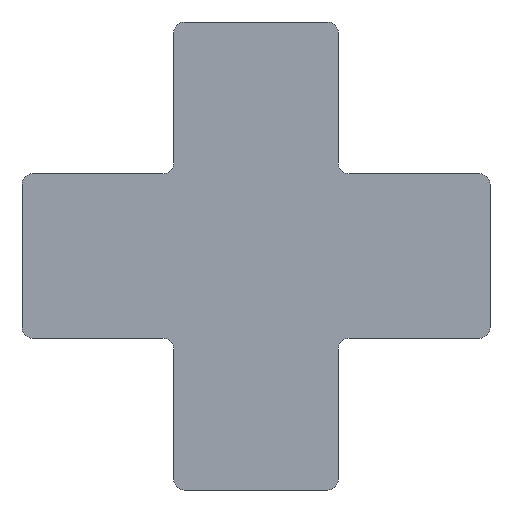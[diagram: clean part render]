
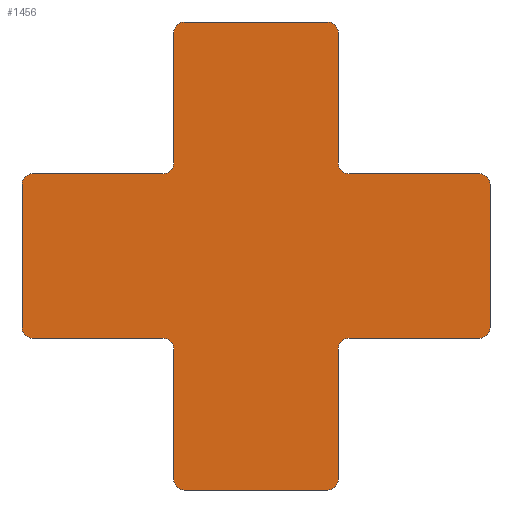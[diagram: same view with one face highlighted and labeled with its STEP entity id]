
A CAD part, front view. The second image highlights one B-rep face of the part: STEP entity #1456.
In plain terms, the highlighted planar face has unit normal (0, -1, 0).
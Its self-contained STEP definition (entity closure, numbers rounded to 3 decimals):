
#33=CIRCLE('',#1481,0.5);
#34=CIRCLE('',#1484,0.5);
#54=CIRCLE('',#1507,0.5);
#55=CIRCLE('',#1510,0.5);
#56=CIRCLE('',#1513,0.5);
#57=CIRCLE('',#1516,0.5);
#58=CIRCLE('',#1519,0.5);
#59=CIRCLE('',#1522,0.5);
#60=CIRCLE('',#1525,0.5);
#61=CIRCLE('',#1528,0.5);
#62=CIRCLE('',#1531,0.5);
#63=CIRCLE('',#1534,0.5);
#206=FACE_OUTER_BOUND('',#294,.T.);
#294=EDGE_LOOP('',(#1295,#1296,#1297,#1298,#1299,#1300,#1301,#1302,#1303,
#1304,#1305,#1306,#1307,#1308,#1309,#1310,#1311,#1312,#1313,#1314,#1315,
#1316,#1317,#1318));
#339=LINE('',#2149,#479);
#343=LINE('',#2161,#483);
#368=LINE('',#2249,#508);
#371=LINE('',#2257,#511);
#374=LINE('',#2265,#514);
#377=LINE('',#2273,#517);
#380=LINE('',#2281,#520);
#383=LINE('',#2289,#523);
#386=LINE('',#2297,#526);
#389=LINE('',#2305,#529);
#392=LINE('',#2314,#532);
#438=LINE('',#2476,#578);
#479=VECTOR('',#1696,6.);
#483=VECTOR('',#1708,6.6);
#508=VECTOR('',#1777,6.);
#511=VECTOR('',#1786,6.);
#514=VECTOR('',#1795,6.6);
#517=VECTOR('',#1804,6.);
#520=VECTOR('',#1813,6.);
#523=VECTOR('',#1822,6.6);
#526=VECTOR('',#1831,6.);
#529=VECTOR('',#1840,6.);
#532=VECTOR('',#1849,6.6);
#578=VECTOR('',#2047,6.);
#605=VERTEX_POINT('',#2139);
#606=VERTEX_POINT('',#2141);
#608=VERTEX_POINT('',#2147);
#609=VERTEX_POINT('',#2151);
#612=VERTEX_POINT('',#2159);
#652=VERTEX_POINT('',#2243);
#653=VERTEX_POINT('',#2247);
#654=VERTEX_POINT('',#2251);
#655=VERTEX_POINT('',#2255);
#656=VERTEX_POINT('',#2259);
#657=VERTEX_POINT('',#2263);
#658=VERTEX_POINT('',#2267);
#659=VERTEX_POINT('',#2271);
#660=VERTEX_POINT('',#2275);
#661=VERTEX_POINT('',#2279);
#662=VERTEX_POINT('',#2283);
#663=VERTEX_POINT('',#2287);
#664=VERTEX_POINT('',#2291);
#665=VERTEX_POINT('',#2295);
#666=VERTEX_POINT('',#2299);
#667=VERTEX_POINT('',#2303);
#668=VERTEX_POINT('',#2307);
#669=VERTEX_POINT('',#2308);
#670=VERTEX_POINT('',#2313);
#749=EDGE_CURVE('',#605,#606,#33,.T.);
#753=EDGE_CURVE('',#605,#608,#339,.T.);
#754=EDGE_CURVE('',#609,#608,#34,.T.);
#759=EDGE_CURVE('',#609,#612,#343,.T.);
#800=EDGE_CURVE('',#652,#612,#54,.T.);
#803=EDGE_CURVE('',#652,#653,#368,.T.);
#805=EDGE_CURVE('',#654,#653,#55,.T.);
#807=EDGE_CURVE('',#654,#655,#371,.T.);
#808=EDGE_CURVE('',#656,#655,#56,.T.);
#811=EDGE_CURVE('',#656,#657,#374,.T.);
#812=EDGE_CURVE('',#658,#657,#57,.T.);
#815=EDGE_CURVE('',#658,#659,#377,.T.);
#817=EDGE_CURVE('',#660,#659,#58,.T.);
#819=EDGE_CURVE('',#660,#661,#380,.T.);
#820=EDGE_CURVE('',#662,#661,#59,.T.);
#823=EDGE_CURVE('',#662,#663,#383,.T.);
#824=EDGE_CURVE('',#664,#663,#60,.T.);
#827=EDGE_CURVE('',#664,#665,#386,.T.);
#829=EDGE_CURVE('',#666,#665,#61,.T.);
#831=EDGE_CURVE('',#666,#667,#389,.T.);
#832=EDGE_CURVE('',#668,#669,#62,.T.);
#835=EDGE_CURVE('',#670,#669,#392,.T.);
#837=EDGE_CURVE('',#670,#667,#63,.T.);
#918=EDGE_CURVE('',#668,#606,#438,.T.);
#1295=ORIENTED_EDGE('',*,*,#754,.F.);
#1296=ORIENTED_EDGE('',*,*,#759,.T.);
#1297=ORIENTED_EDGE('',*,*,#800,.F.);
#1298=ORIENTED_EDGE('',*,*,#803,.T.);
#1299=ORIENTED_EDGE('',*,*,#805,.F.);
#1300=ORIENTED_EDGE('',*,*,#807,.T.);
#1301=ORIENTED_EDGE('',*,*,#808,.F.);
#1302=ORIENTED_EDGE('',*,*,#811,.T.);
#1303=ORIENTED_EDGE('',*,*,#812,.F.);
#1304=ORIENTED_EDGE('',*,*,#815,.T.);
#1305=ORIENTED_EDGE('',*,*,#817,.F.);
#1306=ORIENTED_EDGE('',*,*,#819,.T.);
#1307=ORIENTED_EDGE('',*,*,#820,.F.);
#1308=ORIENTED_EDGE('',*,*,#823,.T.);
#1309=ORIENTED_EDGE('',*,*,#824,.F.);
#1310=ORIENTED_EDGE('',*,*,#827,.T.);
#1311=ORIENTED_EDGE('',*,*,#829,.F.);
#1312=ORIENTED_EDGE('',*,*,#831,.T.);
#1313=ORIENTED_EDGE('',*,*,#837,.F.);
#1314=ORIENTED_EDGE('',*,*,#835,.T.);
#1315=ORIENTED_EDGE('',*,*,#832,.F.);
#1316=ORIENTED_EDGE('',*,*,#918,.T.);
#1317=ORIENTED_EDGE('',*,*,#749,.F.);
#1318=ORIENTED_EDGE('',*,*,#753,.T.);
#1373=PLANE('',#1609);
#1456=ADVANCED_FACE('',(#206),#1373,.T.);
#1481=AXIS2_PLACEMENT_3D('',#2142,#1689,#1690);
#1484=AXIS2_PLACEMENT_3D('',#2152,#1699,#1700);
#1507=AXIS2_PLACEMENT_3D('',#2244,#1771,#1772);
#1510=AXIS2_PLACEMENT_3D('',#2253,#1781,#1782);
#1513=AXIS2_PLACEMENT_3D('',#2260,#1789,#1790);
#1516=AXIS2_PLACEMENT_3D('',#2268,#1798,#1799);
#1519=AXIS2_PLACEMENT_3D('',#2277,#1808,#1809);
#1522=AXIS2_PLACEMENT_3D('',#2284,#1816,#1817);
#1525=AXIS2_PLACEMENT_3D('',#2292,#1825,#1826);
#1528=AXIS2_PLACEMENT_3D('',#2301,#1835,#1836);
#1531=AXIS2_PLACEMENT_3D('',#2309,#1843,#1844);
#1534=AXIS2_PLACEMENT_3D('',#2317,#1853,#1854);
#1609=AXIS2_PLACEMENT_3D('',#2477,#2048,#2049);
#1689=DIRECTION('center_axis',(0.,-1.,0.));
#1690=DIRECTION('ref_axis',(-0.707,0.,-0.707));
#1696=DIRECTION('',(0.,0.,1.));
#1699=DIRECTION('center_axis',(0.,1.,0.));
#1700=DIRECTION('ref_axis',(0.707,0.,0.707));
#1708=DIRECTION('',(-1.,0.,0.));
#1771=DIRECTION('center_axis',(0.,1.,0.));
#1772=DIRECTION('ref_axis',(-0.707,0.,0.707));
#1777=DIRECTION('',(0.,0.,-1.));
#1781=DIRECTION('center_axis',(0.,-1.,0.));
#1782=DIRECTION('ref_axis',(0.707,0.,-0.707));
#1786=DIRECTION('',(-1.,0.,0.));
#1789=DIRECTION('center_axis',(0.,1.,0.));
#1790=DIRECTION('ref_axis',(-0.707,0.,0.707));
#1795=DIRECTION('',(0.,0.,-1.));
#1798=DIRECTION('center_axis',(0.,1.,0.));
#1799=DIRECTION('ref_axis',(-0.707,0.,-0.707));
#1804=DIRECTION('',(1.,0.,0.));
#1808=DIRECTION('center_axis',(0.,-1.,0.));
#1809=DIRECTION('ref_axis',(0.707,0.,0.707));
#1813=DIRECTION('',(0.,0.,-1.));
#1816=DIRECTION('center_axis',(0.,1.,0.));
#1817=DIRECTION('ref_axis',(-0.707,0.,-0.707));
#1822=DIRECTION('',(1.,0.,0.));
#1825=DIRECTION('center_axis',(0.,1.,0.));
#1826=DIRECTION('ref_axis',(0.707,0.,-0.707));
#1831=DIRECTION('',(0.,0.,1.));
#1835=DIRECTION('center_axis',(0.,-1.,0.));
#1836=DIRECTION('ref_axis',(-0.707,0.,0.707));
#1840=DIRECTION('',(1.,0.,0.));
#1843=DIRECTION('center_axis',(0.,1.,0.));
#1844=DIRECTION('ref_axis',(0.707,0.,0.707));
#1849=DIRECTION('',(0.,0.,1.));
#1853=DIRECTION('center_axis',(0.,1.,0.));
#1854=DIRECTION('ref_axis',(0.707,0.,-0.707));
#2047=DIRECTION('',(-1.,0.,0.));
#2048=DIRECTION('center_axis',(0.,-1.,0.));
#2049=DIRECTION('ref_axis',(0.,0.,-1.));
#2139=CARTESIAN_POINT('',(3.8,-1.5,4.3));
#2141=CARTESIAN_POINT('',(4.3,-1.5,3.8));
#2142=CARTESIAN_POINT('Origin',(4.3,-1.5,4.3));
#2147=CARTESIAN_POINT('',(3.8,-1.5,10.3));
#2149=CARTESIAN_POINT('',(3.8,-1.5,10.8));
#2151=CARTESIAN_POINT('',(3.3,-1.5,10.8));
#2152=CARTESIAN_POINT('Origin',(3.3,-1.5,10.3));
#2159=CARTESIAN_POINT('',(-3.3,-1.5,10.8));
#2161=CARTESIAN_POINT('',(-3.8,-1.5,10.8));
#2243=CARTESIAN_POINT('',(-3.8,-1.5,10.3));
#2244=CARTESIAN_POINT('Origin',(-3.3,-1.5,10.3));
#2247=CARTESIAN_POINT('',(-3.8,-1.5,4.3));
#2249=CARTESIAN_POINT('',(-3.8,-1.5,3.8));
#2251=CARTESIAN_POINT('',(-4.3,-1.5,3.8));
#2253=CARTESIAN_POINT('Origin',(-4.3,-1.5,4.3));
#2255=CARTESIAN_POINT('',(-10.3,-1.5,3.8));
#2257=CARTESIAN_POINT('',(-10.8,-1.5,3.8));
#2259=CARTESIAN_POINT('',(-10.8,-1.5,3.3));
#2260=CARTESIAN_POINT('Origin',(-10.3,-1.5,3.3));
#2263=CARTESIAN_POINT('',(-10.8,-1.5,-3.3));
#2265=CARTESIAN_POINT('',(-10.8,-1.5,-3.8));
#2267=CARTESIAN_POINT('',(-10.3,-1.5,-3.8));
#2268=CARTESIAN_POINT('Origin',(-10.3,-1.5,-3.3));
#2271=CARTESIAN_POINT('',(-4.3,-1.5,-3.8));
#2273=CARTESIAN_POINT('',(-3.8,-1.5,-3.8));
#2275=CARTESIAN_POINT('',(-3.8,-1.5,-4.3));
#2277=CARTESIAN_POINT('Origin',(-4.3,-1.5,-4.3));
#2279=CARTESIAN_POINT('',(-3.8,-1.5,-10.3));
#2281=CARTESIAN_POINT('',(-3.8,-1.5,-10.8));
#2283=CARTESIAN_POINT('',(-3.3,-1.5,-10.8));
#2284=CARTESIAN_POINT('Origin',(-3.3,-1.5,-10.3));
#2287=CARTESIAN_POINT('',(3.3,-1.5,-10.8));
#2289=CARTESIAN_POINT('',(3.8,-1.5,-10.8));
#2291=CARTESIAN_POINT('',(3.8,-1.5,-10.3));
#2292=CARTESIAN_POINT('Origin',(3.3,-1.5,-10.3));
#2295=CARTESIAN_POINT('',(3.8,-1.5,-4.3));
#2297=CARTESIAN_POINT('',(3.8,-1.5,-3.8));
#2299=CARTESIAN_POINT('',(4.3,-1.5,-3.8));
#2301=CARTESIAN_POINT('Origin',(4.3,-1.5,-4.3));
#2303=CARTESIAN_POINT('',(10.3,-1.5,-3.8));
#2305=CARTESIAN_POINT('',(10.8,-1.5,-3.8));
#2307=CARTESIAN_POINT('',(10.3,-1.5,3.8));
#2308=CARTESIAN_POINT('',(10.8,-1.5,3.3));
#2309=CARTESIAN_POINT('Origin',(10.3,-1.5,3.3));
#2313=CARTESIAN_POINT('',(10.8,-1.5,-3.3));
#2314=CARTESIAN_POINT('',(10.8,-1.5,3.8));
#2317=CARTESIAN_POINT('Origin',(10.3,-1.5,-3.3));
#2476=CARTESIAN_POINT('',(3.8,-1.5,3.8));
#2477=CARTESIAN_POINT('Origin',(0.,-1.5,0.));
